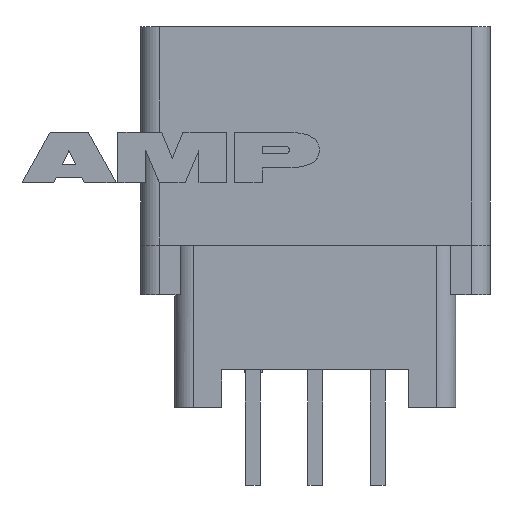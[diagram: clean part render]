
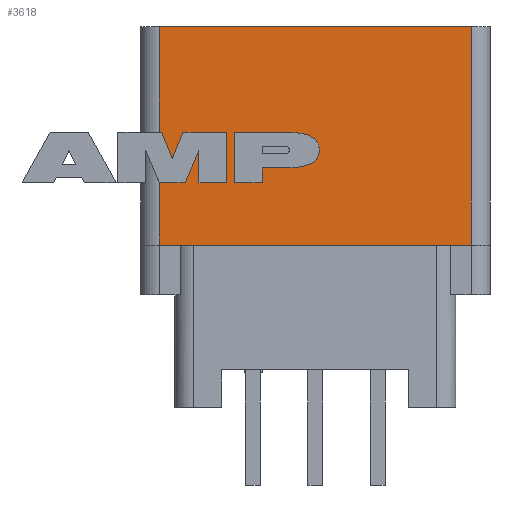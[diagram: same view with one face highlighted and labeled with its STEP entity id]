
A CAD part, front view. The second image highlights one B-rep face of the part: STEP entity #3618.
In plain terms, the highlighted planar face has unit normal (0, -1, 0).
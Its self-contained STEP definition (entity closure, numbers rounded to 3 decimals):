
#578=DIRECTION('',(1.,0.,0.));
#579=VECTOR('',#578,12.7);
#580=CARTESIAN_POINT('',(-6.35,-4.674,-8.89));
#581=LINE('',#580,#579);
#731=DIRECTION('',(-1.,0.,0.));
#732=VECTOR('',#731,1.788);
#733=CARTESIAN_POINT('',(-3.602,-4.674,-4.293));
#734=LINE('',#733,#732);
#735=DIRECTION('',(-0.375,0.,-0.927));
#736=VECTOR('',#735,1.148);
#737=CARTESIAN_POINT('',(-5.39,-4.674,-4.293));
#738=LINE('',#737,#736);
#739=DIRECTION('',(-0.375,0.,0.927));
#740=VECTOR('',#739,1.148);
#741=CARTESIAN_POINT('',(-5.82,-4.674,-5.357));
#742=LINE('',#741,#740);
#743=DIRECTION('',(-1.,0.,0.));
#744=VECTOR('',#743,0.1);
#745=CARTESIAN_POINT('',(-6.25,-4.674,-4.293));
#746=LINE('',#745,#744);
#747=DIRECTION('',(0.,0.,1.));
#748=VECTOR('',#747,4.293);
#749=CARTESIAN_POINT('',(-6.35,-4.674,-4.293));
#750=LINE('',#749,#748);
#751=DIRECTION('',(1.,0.,0.));
#752=VECTOR('',#751,12.7);
#753=CARTESIAN_POINT('',(-6.35,-4.674,0.));
#754=LINE('',#753,#752);
#755=DIRECTION('',(0.,0.,-1.));
#756=VECTOR('',#755,8.89);
#757=CARTESIAN_POINT('',(6.35,-4.674,0.));
#758=LINE('',#757,#756);
#759=DIRECTION('',(0.,0.,1.));
#760=VECTOR('',#759,2.552);
#761=CARTESIAN_POINT('',(-6.35,-4.674,-8.89));
#762=LINE('',#761,#760);
#763=DIRECTION('',(0.389,0.,-0.921));
#764=VECTOR('',#763,0.013);
#765=CARTESIAN_POINT('',(-6.35,-4.674,-6.338));
#766=LINE('',#765,#764);
#767=DIRECTION('',(1.,0.,0.));
#768=VECTOR('',#767,1.05);
#769=CARTESIAN_POINT('',(-6.345,-4.674,-6.35));
#770=LINE('',#769,#768);
#771=DIRECTION('',(0.389,0.,0.921));
#772=VECTOR('',#771,1.442);
#773=CARTESIAN_POINT('',(-5.295,-4.674,-6.35));
#774=LINE('',#773,#772);
#775=DIRECTION('',(0.,0.,1.));
#776=VECTOR('',#775,1.328);
#777=CARTESIAN_POINT('',(-4.733,-4.674,-6.35));
#778=LINE('',#777,#776);
#779=DIRECTION('',(1.,0.,0.));
#780=VECTOR('',#779,1.132);
#781=CARTESIAN_POINT('',(-4.733,-4.674,-6.35));
#782=LINE('',#781,#780);
#783=DIRECTION('',(0.,0.,1.));
#784=VECTOR('',#783,2.057);
#785=CARTESIAN_POINT('',(-3.602,-4.674,-6.35));
#786=LINE('',#785,#784);
#787=DIRECTION('',(0.,0.,1.));
#788=VECTOR('',#787,0.601);
#789=CARTESIAN_POINT('',(-2.156,-4.674,-6.35));
#790=LINE('',#789,#788);
#791=DIRECTION('',(1.,0.,0.));
#792=VECTOR('',#791,0.954);
#793=CARTESIAN_POINT('',(-2.156,-4.674,-5.749));
#794=LINE('',#793,#792);
#795=CARTESIAN_POINT('',(0.166,-4.674,-5.022));
#796=CARTESIAN_POINT('',(0.166,-4.674,-5.11));
#797=CARTESIAN_POINT('',(0.137,-4.674,-5.255));
#798=CARTESIAN_POINT('',(0.036,-4.674,-5.416));
#799=CARTESIAN_POINT('',(-0.107,-4.674,-5.535));
#800=CARTESIAN_POINT('',(-0.34,-4.674,-5.651));
#801=CARTESIAN_POINT('',(-0.696,-4.674,-5.732));
#802=CARTESIAN_POINT('',(-1.028,-4.674,-5.749));
#803=CARTESIAN_POINT('',(-1.203,-4.674,-5.749));
#805=CARTESIAN_POINT('',(-1.203,-4.674,-4.293));
#806=CARTESIAN_POINT('',(-1.028,-4.674,-4.293));
#807=CARTESIAN_POINT('',(-0.696,-4.674,-4.31));
#808=CARTESIAN_POINT('',(-0.34,-4.674,-4.391));
#809=CARTESIAN_POINT('',(-0.106,-4.674,-4.508));
#810=CARTESIAN_POINT('',(0.037,-4.674,-4.627));
#811=CARTESIAN_POINT('',(0.138,-4.674,-4.789));
#812=CARTESIAN_POINT('',(0.166,-4.674,-4.935));
#813=CARTESIAN_POINT('',(0.166,-4.674,-5.022));
#815=DIRECTION('',(-1.,0.,0.));
#816=VECTOR('',#815,2.09);
#817=CARTESIAN_POINT('',(-1.203,-4.674,-4.293));
#818=LINE('',#817,#816);
#819=DIRECTION('',(0.,0.,1.));
#820=VECTOR('',#819,2.057);
#821=CARTESIAN_POINT('',(-3.293,-4.674,-6.35));
#822=LINE('',#821,#820);
#823=DIRECTION('',(1.,0.,0.));
#824=VECTOR('',#823,1.137);
#825=CARTESIAN_POINT('',(-3.293,-4.674,-6.35));
#826=LINE('',#825,#824);
#2629=CARTESIAN_POINT('',(-6.35,-4.674,0.));
#2631=VERTEX_POINT('',#2629);
#2632=CARTESIAN_POINT('',(-6.35,-4.674,-8.89));
#2634=VERTEX_POINT('',#2632);
#2645=CARTESIAN_POINT('',(6.35,-4.674,-8.89));
#2647=VERTEX_POINT('',#2645);
#2648=CARTESIAN_POINT('',(6.35,-4.674,0.));
#2649=VERTEX_POINT('',#2648);
#2766=CARTESIAN_POINT('',(-3.602,-4.674,-4.293));
#2767=CARTESIAN_POINT('',(-5.39,-4.674,-4.293));
#2768=VERTEX_POINT('',#2766);
#2769=VERTEX_POINT('',#2767);
#2770=CARTESIAN_POINT('',(-5.82,-4.674,-5.357));
#2771=VERTEX_POINT('',#2770);
#2772=CARTESIAN_POINT('',(-6.25,-4.674,-4.293));
#2773=VERTEX_POINT('',#2772);
#2774=CARTESIAN_POINT('',(-6.35,-4.674,-4.293));
#2775=VERTEX_POINT('',#2774);
#2776=CARTESIAN_POINT('',(-6.35,-4.674,-6.338));
#2777=CARTESIAN_POINT('',(-6.345,-4.674,-6.35));
#2778=VERTEX_POINT('',#2776);
#2779=VERTEX_POINT('',#2777);
#2780=CARTESIAN_POINT('',(-5.295,-4.674,-6.35));
#2781=CARTESIAN_POINT('',(-4.733,-4.674,-5.022));
#2782=VERTEX_POINT('',#2780);
#2783=VERTEX_POINT('',#2781);
#2784=CARTESIAN_POINT('',(-4.733,-4.674,-6.35));
#2785=VERTEX_POINT('',#2784);
#2786=CARTESIAN_POINT('',(-3.602,-4.674,-6.35));
#2787=VERTEX_POINT('',#2786);
#2788=CARTESIAN_POINT('',(-2.156,-4.674,-6.35));
#2789=CARTESIAN_POINT('',(-2.156,-4.674,-5.749));
#2790=VERTEX_POINT('',#2788);
#2791=VERTEX_POINT('',#2789);
#2792=CARTESIAN_POINT('',(-1.203,-4.674,-5.749));
#2793=VERTEX_POINT('',#2792);
#2794=VERTEX_POINT('',#795);
#2795=VERTEX_POINT('',#805);
#2796=CARTESIAN_POINT('',(-3.293,-4.674,-4.293));
#2797=VERTEX_POINT('',#2796);
#2798=CARTESIAN_POINT('',(-3.293,-4.674,-6.35));
#2799=VERTEX_POINT('',#2798);
#3567=CARTESIAN_POINT('',(-7.112,-4.674,0.));
#3568=DIRECTION('',(0.,-1.,0.));
#3569=DIRECTION('',(0.,0.,-1.));
#3570=AXIS2_PLACEMENT_3D('',#3567,#3568,#3569);
#3571=PLANE('',#3570);
#3573=ORIENTED_EDGE('',*,*,#3572,.T.);
#3575=ORIENTED_EDGE('',*,*,#3574,.T.);
#3577=ORIENTED_EDGE('',*,*,#3576,.T.);
#3579=ORIENTED_EDGE('',*,*,#3578,.T.);
#3581=ORIENTED_EDGE('',*,*,#3580,.T.);
#3583=ORIENTED_EDGE('',*,*,#3582,.T.);
#3584=ORIENTED_EDGE('',*,*,#3559,.T.);
#3585=ORIENTED_EDGE('',*,*,#3394,.F.);
#3587=ORIENTED_EDGE('',*,*,#3586,.T.);
#3589=ORIENTED_EDGE('',*,*,#3588,.T.);
#3591=ORIENTED_EDGE('',*,*,#3590,.T.);
#3593=ORIENTED_EDGE('',*,*,#3592,.T.);
#3595=ORIENTED_EDGE('',*,*,#3594,.F.);
#3597=ORIENTED_EDGE('',*,*,#3596,.T.);
#3599=ORIENTED_EDGE('',*,*,#3598,.T.);
#3600=EDGE_LOOP('',(#3573,#3575,#3577,#3579,#3581,#3583,#3584,#3585,#3587,#3589,
#3591,#3593,#3595,#3597,#3599));
#3601=FACE_OUTER_BOUND('',#3600,.F.);
#3603=ORIENTED_EDGE('',*,*,#3602,.T.);
#3605=ORIENTED_EDGE('',*,*,#3604,.T.);
#3607=ORIENTED_EDGE('',*,*,#3606,.F.);
#3609=ORIENTED_EDGE('',*,*,#3608,.F.);
#3611=ORIENTED_EDGE('',*,*,#3610,.T.);
#3613=ORIENTED_EDGE('',*,*,#3612,.F.);
#3615=ORIENTED_EDGE('',*,*,#3614,.T.);
#3616=EDGE_LOOP('',(#3603,#3605,#3607,#3609,#3611,#3613,#3615));
#3617=FACE_BOUND('',#3616,.F.);
#804=B_SPLINE_CURVE_WITH_KNOTS('',3,(#795,#796,#797,#798,#799,#800,#801,#802,
#803),.UNSPECIFIED.,.F.,.F.,(4,1,1,1,1,1,4),(0.,0.125,0.25,0.375,0.5,
0.75,1.),.UNSPECIFIED.);
#814=B_SPLINE_CURVE_WITH_KNOTS('',3,(#805,#806,#807,#808,#809,#810,#811,#812,
#813),.UNSPECIFIED.,.F.,.F.,(4,1,1,1,1,1,4),(0.,0.25,0.5,0.625,0.75,
0.875,1.),.UNSPECIFIED.);
#3394=EDGE_CURVE('',#2634,#2647,#581,.T.);
#3559=EDGE_CURVE('',#2649,#2647,#758,.T.);
#3572=EDGE_CURVE('',#2768,#2769,#734,.T.);
#3574=EDGE_CURVE('',#2769,#2771,#738,.T.);
#3576=EDGE_CURVE('',#2771,#2773,#742,.T.);
#3578=EDGE_CURVE('',#2773,#2775,#746,.T.);
#3580=EDGE_CURVE('',#2775,#2631,#750,.T.);
#3582=EDGE_CURVE('',#2631,#2649,#754,.T.);
#3586=EDGE_CURVE('',#2634,#2778,#762,.T.);
#3588=EDGE_CURVE('',#2778,#2779,#766,.T.);
#3590=EDGE_CURVE('',#2779,#2782,#770,.T.);
#3592=EDGE_CURVE('',#2782,#2783,#774,.T.);
#3594=EDGE_CURVE('',#2785,#2783,#778,.T.);
#3596=EDGE_CURVE('',#2785,#2787,#782,.T.);
#3598=EDGE_CURVE('',#2787,#2768,#786,.T.);
#3602=EDGE_CURVE('',#2790,#2791,#790,.T.);
#3604=EDGE_CURVE('',#2791,#2793,#794,.T.);
#3606=EDGE_CURVE('',#2794,#2793,#804,.T.);
#3608=EDGE_CURVE('',#2795,#2794,#814,.T.);
#3610=EDGE_CURVE('',#2795,#2797,#818,.T.);
#3612=EDGE_CURVE('',#2799,#2797,#822,.T.);
#3614=EDGE_CURVE('',#2799,#2790,#826,.T.);
#3618=ADVANCED_FACE('',(#3601,#3617),#3571,.T.);
